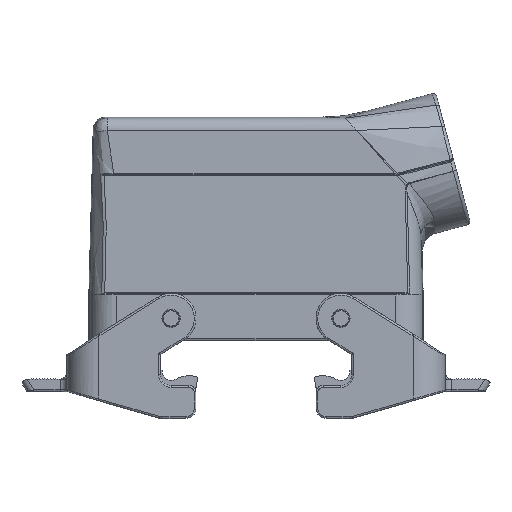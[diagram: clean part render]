
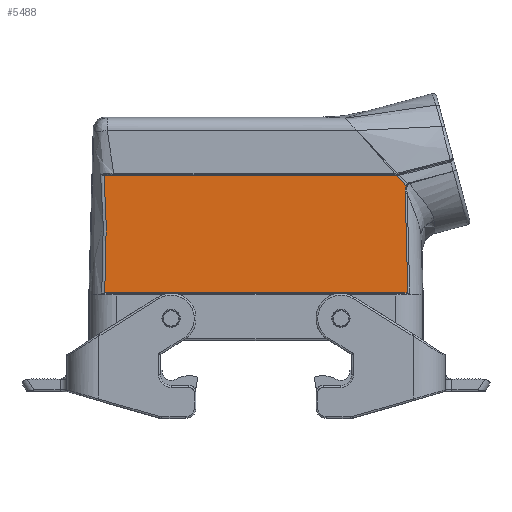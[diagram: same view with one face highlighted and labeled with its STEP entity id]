
A CAD part, front view. The second image highlights one B-rep face of the part: STEP entity #5488.
In plain terms, the highlighted planar face has unit normal (0, -1, 0.015).
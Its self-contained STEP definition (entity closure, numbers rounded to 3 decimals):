
#5488=ADVANCED_FACE('',(#6925),#6353,.T.);
#6353=PLANE('',#24193);
#6925=FACE_OUTER_BOUND('',#7880,.T.);
#7880=EDGE_LOOP('',(#10166,#10167,#10168,#10169,#10170,#10171,#10172,#10173,
#10174,#10175));
#10166=ORIENTED_EDGE('',*,*,#15699,.T.);
#10167=ORIENTED_EDGE('',*,*,#15700,.T.);
#10168=ORIENTED_EDGE('',*,*,#15701,.T.);
#10169=ORIENTED_EDGE('',*,*,#15702,.T.);
#10170=ORIENTED_EDGE('',*,*,#15703,.T.);
#10171=ORIENTED_EDGE('',*,*,#15704,.T.);
#10172=ORIENTED_EDGE('',*,*,#15705,.T.);
#10173=ORIENTED_EDGE('',*,*,#15706,.T.);
#10174=ORIENTED_EDGE('',*,*,#15707,.T.);
#10175=ORIENTED_EDGE('',*,*,#15708,.T.);
#13944=VERTEX_POINT('',#34100);
#13945=VERTEX_POINT('',#34101);
#13946=VERTEX_POINT('',#34106);
#13947=VERTEX_POINT('',#34108);
#13948=VERTEX_POINT('',#34116);
#13949=VERTEX_POINT('',#34118);
#13950=VERTEX_POINT('',#34123);
#13951=VERTEX_POINT('',#34137);
#13952=VERTEX_POINT('',#34142);
#13953=VERTEX_POINT('',#34144);
#15699=EDGE_CURVE('',#13944,#13945,#17666,.T.);
#15700=EDGE_CURVE('',#13945,#13946,#17667,.T.);
#15701=EDGE_CURVE('',#13946,#13947,#19752,.T.);
#15702=EDGE_CURVE('',#13947,#13948,#17668,.T.);
#15703=EDGE_CURVE('',#13948,#13949,#19753,.T.);
#15704=EDGE_CURVE('',#13949,#13950,#17669,.T.);
#15705=EDGE_CURVE('',#13950,#13951,#17670,.T.);
#15706=EDGE_CURVE('',#13951,#13952,#17671,.T.);
#15707=EDGE_CURVE('',#13952,#13953,#19754,.T.);
#15708=EDGE_CURVE('',#13953,#13944,#17672,.T.);
#17666=B_SPLINE_CURVE_WITH_KNOTS('',3,(#34092,#34093,#34094,#34095,#34096,
#34097,#34098,#34099),.UNSPECIFIED.,.F.,.F.,(4,2,2,4),(0.,0.5,0.75,1.),
 .UNSPECIFIED.);
#17667=B_SPLINE_CURVE_WITH_KNOTS('',3,(#34102,#34103,#34104,#34105),
 .UNSPECIFIED.,.F.,.F.,(4,4),(0.,1.),.UNSPECIFIED.);
#17668=B_SPLINE_CURVE_WITH_KNOTS('',3,(#34109,#34110,#34111,#34112,#34113,
#34114,#34115),.UNSPECIFIED.,.F.,.F.,(4,3,4),(0.,0.371,1.),
 .UNSPECIFIED.);
#17669=B_SPLINE_CURVE_WITH_KNOTS('',3,(#34119,#34120,#34121,#34122),
 .UNSPECIFIED.,.F.,.F.,(4,4),(0.,1.),.UNSPECIFIED.);
#17670=B_SPLINE_CURVE_WITH_KNOTS('',3,(#34124,#34125,#34126,#34127,#34128,
#34129,#34130,#34131,#34132,#34133,#34134,#34135,#34136),.UNSPECIFIED.,
 .F.,.F.,(4,3,3,3,4),(0.,0.254,0.555,0.996,
1.),.UNSPECIFIED.);
#17671=B_SPLINE_CURVE_WITH_KNOTS('',3,(#34138,#34139,#34140,#34141),
 .UNSPECIFIED.,.F.,.F.,(4,4),(0.,1.),.UNSPECIFIED.);
#17672=B_SPLINE_CURVE_WITH_KNOTS('',3,(#34145,#34146,#34147,#34148),
 .UNSPECIFIED.,.F.,.F.,(4,4),(0.,1.),.UNSPECIFIED.);
#19752=LINE('',#34107,#21310);
#19753=LINE('',#34117,#21311);
#19754=LINE('',#34143,#21312);
#21310=VECTOR('',#26649,1.);
#21311=VECTOR('',#26650,1.);
#21312=VECTOR('',#26651,1.);
#24193=AXIS2_PLACEMENT_3D('',#34149,#26652,#26653);
#26649=DIRECTION('',(1.,0.,0.));
#26650=DIRECTION('',(-0.026,0.015,1.));
#26651=DIRECTION('',(-1.,0.,0.));
#26652=DIRECTION('',(0.,-1.,0.015));
#26653=DIRECTION('',(0.,-0.015,-1.));
#34092=CARTESIAN_POINT('',(-42.492,-20.001,37.105));
#34093=CARTESIAN_POINT('',(-42.113,-20.084,31.656));
#34094=CARTESIAN_POINT('',(-41.84,-20.166,26.196));
#34095=CARTESIAN_POINT('',(-41.929,-20.29,18.006));
#34096=CARTESIAN_POINT('',(-42.026,-20.332,15.275));
#34097=CARTESIAN_POINT('',(-42.167,-20.415,9.815));
#34098=CARTESIAN_POINT('',(-42.238,-20.456,7.085));
#34099=CARTESIAN_POINT('',(-42.309,-20.497,4.354));
#34100=CARTESIAN_POINT('',(-42.492,-20.001,37.105));
#34101=CARTESIAN_POINT('',(-42.309,-20.497,4.354));
#34102=CARTESIAN_POINT('',(-42.309,-20.497,4.354));
#34103=CARTESIAN_POINT('',(-42.099,-20.496,4.409));
#34104=CARTESIAN_POINT('',(-41.878,-20.496,4.424));
#34105=CARTESIAN_POINT('',(-41.661,-20.496,4.424));
#34106=CARTESIAN_POINT('',(-41.661,-20.496,4.424));
#34107=CARTESIAN_POINT('',(42.208,-20.496,4.424));
#34108=CARTESIAN_POINT('',(41.661,-20.496,4.424));
#34109=CARTESIAN_POINT('',(41.661,-20.496,4.424));
#34110=CARTESIAN_POINT('',(41.761,-20.496,4.424));
#34111=CARTESIAN_POINT('',(41.862,-20.496,4.421));
#34112=CARTESIAN_POINT('',(41.962,-20.496,4.412));
#34113=CARTESIAN_POINT('',(42.13,-20.497,4.397));
#34114=CARTESIAN_POINT('',(42.3,-20.497,4.368));
#34115=CARTESIAN_POINT('',(42.457,-20.498,4.307));
#34116=CARTESIAN_POINT('',(42.457,-20.498,4.307));
#34117=CARTESIAN_POINT('',(42.466,-20.503,3.981));
#34118=CARTESIAN_POINT('',(41.738,-20.077,32.074));
#34119=CARTESIAN_POINT('',(41.738,-20.077,32.074));
#34120=CARTESIAN_POINT('',(41.718,-20.066,32.818));
#34121=CARTESIAN_POINT('',(41.745,-20.055,33.557));
#34122=CARTESIAN_POINT('',(41.919,-20.044,34.285));
#34123=CARTESIAN_POINT('',(41.919,-20.044,34.285));
#34124=CARTESIAN_POINT('',(41.919,-20.044,34.285));
#34125=CARTESIAN_POINT('',(41.713,-20.04,34.527));
#34126=CARTESIAN_POINT('',(41.507,-20.036,34.768));
#34127=CARTESIAN_POINT('',(41.299,-20.033,35.008));
#34128=CARTESIAN_POINT('',(41.053,-20.029,35.293));
#34129=CARTESIAN_POINT('',(40.806,-20.024,35.576));
#34130=CARTESIAN_POINT('',(40.558,-20.02,35.858));
#34131=CARTESIAN_POINT('',(40.193,-20.014,36.271));
#34132=CARTESIAN_POINT('',(39.826,-20.007,36.682));
#34133=CARTESIAN_POINT('',(39.457,-20.001,37.091));
#34134=CARTESIAN_POINT('',(39.453,-20.001,37.095));
#34135=CARTESIAN_POINT('',(39.45,-20.001,37.099));
#34136=CARTESIAN_POINT('',(39.446,-20.001,37.103));
#34137=CARTESIAN_POINT('',(39.446,-20.001,37.103));
#34138=CARTESIAN_POINT('',(39.446,-20.001,37.103));
#34139=CARTESIAN_POINT('',(39.248,-20.001,37.08));
#34140=CARTESIAN_POINT('',(39.047,-20.002,37.069));
#34141=CARTESIAN_POINT('',(38.848,-20.002,37.069));
#34142=CARTESIAN_POINT('',(38.848,-20.002,37.069));
#34143=CARTESIAN_POINT('',(-42.508,-20.002,37.069));
#34144=CARTESIAN_POINT('',(-42.053,-20.002,37.069));
#34145=CARTESIAN_POINT('',(-42.053,-20.002,37.069));
#34146=CARTESIAN_POINT('',(-42.2,-20.002,37.069));
#34147=CARTESIAN_POINT('',(-42.348,-20.001,37.078));
#34148=CARTESIAN_POINT('',(-42.492,-20.001,37.105));
#34149=CARTESIAN_POINT('',(50.,-20.5,4.176));
